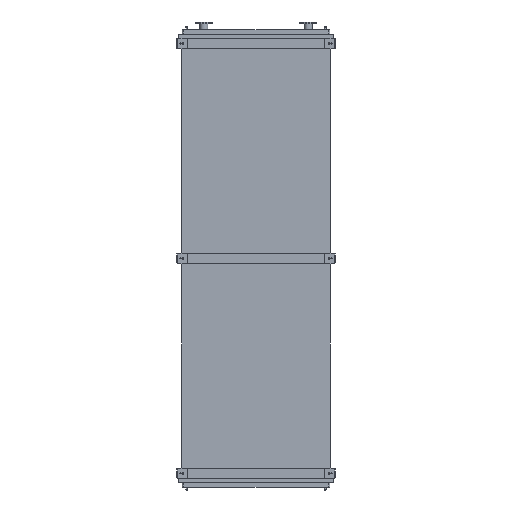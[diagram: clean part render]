
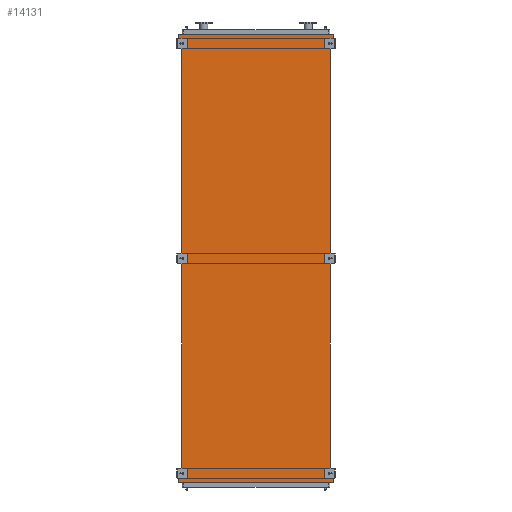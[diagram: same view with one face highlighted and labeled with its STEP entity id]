
A CAD part, front view. The second image highlights one B-rep face of the part: STEP entity #14131.
In plain terms, the highlighted planar face has unit normal (0, -1, 0).
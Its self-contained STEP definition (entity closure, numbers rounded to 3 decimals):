
#97 = EDGE_CURVE ( 'NONE', #21695, #22367, #4558, .T. ) ;
#323 = VERTEX_POINT ( 'NONE', #3176 ) ;
#1122 = LINE ( 'NONE', #32181, #7171 ) ;
#1722 = VECTOR ( 'NONE', #15260, 1000. ) ;
#1731 = EDGE_CURVE ( 'NONE', #4501, #323, #31824, .T. ) ;
#2019 = LINE ( 'NONE', #25221, #8891 ) ;
#2151 = DIRECTION ( 'NONE',  ( 0., 0., 1. ) ) ;
#2214 = DIRECTION ( 'NONE',  ( 0., 0., 1. ) ) ;
#2503 = CARTESIAN_POINT ( 'NONE',  ( 1011., 0., 95. ) ) ;
#2962 = ORIENTED_EDGE ( 'NONE', *, *, #25917, .F. ) ;
#3176 = CARTESIAN_POINT ( 'NONE',  ( -1011., 0., -5703. ) ) ;
#3653 = VECTOR ( 'NONE', #8382, 1000. ) ;
#3869 = CARTESIAN_POINT ( 'NONE',  ( -1011., 0., 53. ) ) ;
#4056 = DIRECTION ( 'NONE',  ( 1., 0., 0. ) ) ;
#4501 = VERTEX_POINT ( 'NONE', #23331 ) ;
#4558 = LINE ( 'NONE', #14930, #23716 ) ;
#4660 = EDGE_CURVE ( 'NONE', #21163, #8936, #4788, .T. ) ;
#4788 = LINE ( 'NONE', #11569, #23936 ) ;
#5511 = LINE ( 'NONE', #16625, #23838 ) ;
#5531 = CARTESIAN_POINT ( 'NONE',  ( -1011., 0., -5745. ) ) ;
#5729 = VERTEX_POINT ( 'NONE', #20495 ) ;
#5791 = ORIENTED_EDGE ( 'NONE', *, *, #28272, .F. ) ;
#6478 = CARTESIAN_POINT ( 'NONE',  ( 965., 0., -5650. ) ) ;
#6934 = CARTESIAN_POINT ( 'NONE',  ( 1011., 0., 95. ) ) ;
#7047 = CARTESIAN_POINT ( 'NONE',  ( 1011., 0., -5703. ) ) ;
#7171 = VECTOR ( 'NONE', #2214, 1000. ) ;
#7381 = ORIENTED_EDGE ( 'NONE', *, *, #19324, .F. ) ;
#7445 = LINE ( 'NONE', #10389, #32322 ) ;
#7766 = CARTESIAN_POINT ( 'NONE',  ( -965., 0., 0. ) ) ;
#7827 = DIRECTION ( 'NONE',  ( 0.655, 0., 0.755 ) ) ;
#8020 = EDGE_CURVE ( 'NONE', #9080, #21695, #16000, .T. ) ;
#8049 = VECTOR ( 'NONE', #26970, 1000. ) ;
#8079 = LINE ( 'NONE', #27238, #19764 ) ;
#8382 = DIRECTION ( 'NONE',  ( -0.655, 0., -0.755 ) ) ;
#8490 = DIRECTION ( 'NONE',  ( -0.655, 0., 0.755 ) ) ;
#8594 = LINE ( 'NONE', #2503, #1722 ) ;
#8891 = VECTOR ( 'NONE', #7827, 1000. ) ;
#8936 = VERTEX_POINT ( 'NONE', #27113 ) ;
#9011 = ORIENTED_EDGE ( 'NONE', *, *, #1731, .F. ) ;
#9080 = VERTEX_POINT ( 'NONE', #7766 ) ;
#9142 = CARTESIAN_POINT ( 'NONE',  ( -965., 0., -5650. ) ) ;
#10082 = VERTEX_POINT ( 'NONE', #25208 ) ;
#10389 = CARTESIAN_POINT ( 'NONE',  ( 1011., 0., -5745. ) ) ;
#11569 = CARTESIAN_POINT ( 'NONE',  ( 965., 0., -5650. ) ) ;
#11677 = DIRECTION ( 'NONE',  ( 0., 0., -1. ) ) ;
#11761 = ORIENTED_EDGE ( 'NONE', *, *, #15418, .F. ) ;
#12098 = VECTOR ( 'NONE', #20533, 1000. ) ;
#13327 = ORIENTED_EDGE ( 'NONE', *, *, #97, .F. ) ;
#14131 = ADVANCED_FACE ( 'NONE', ( #29617 ), #23977, .T. ) ;
#14930 = CARTESIAN_POINT ( 'NONE',  ( -1011., 0., 53. ) ) ;
#15230 = VECTOR ( 'NONE', #8490, 1000. ) ;
#15260 = DIRECTION ( 'NONE',  ( 0., 0., -1. ) ) ;
#15418 = EDGE_CURVE ( 'NONE', #16672, #16599, #8594, .T. ) ;
#16000 = LINE ( 'NONE', #20894, #15230 ) ;
#16390 = ORIENTED_EDGE ( 'NONE', *, *, #17632, .F. ) ;
#16599 = VERTEX_POINT ( 'NONE', #31518 ) ;
#16625 = CARTESIAN_POINT ( 'NONE',  ( -1011., 0., 95. ) ) ;
#16672 = VERTEX_POINT ( 'NONE', #6934 ) ;
#16779 = ORIENTED_EDGE ( 'NONE', *, *, #4660, .T. ) ;
#17057 = LINE ( 'NONE', #17998, #3653 ) ;
#17058 = EDGE_CURVE ( 'NONE', #16599, #8936, #17057, .T. ) ;
#17191 = EDGE_CURVE ( 'NONE', #21163, #10082, #8079, .T. ) ;
#17632 = EDGE_CURVE ( 'NONE', #10082, #25346, #22054, .T. ) ;
#17998 = CARTESIAN_POINT ( 'NONE',  ( 1011., 0., 53. ) ) ;
#19037 = DIRECTION ( 'NONE',  ( 0., 0., 1. ) ) ;
#19324 = EDGE_CURVE ( 'NONE', #5729, #9080, #1122, .T. ) ;
#19764 = VECTOR ( 'NONE', #29725, 1000. ) ;
#19893 = ORIENTED_EDGE ( 'NONE', *, *, #8020, .F. ) ;
#20495 = CARTESIAN_POINT ( 'NONE',  ( -965., 0., -5650. ) ) ;
#20533 = DIRECTION ( 'NONE',  ( 0., 0., 1. ) ) ;
#20894 = CARTESIAN_POINT ( 'NONE',  ( -965., 0., 0. ) ) ;
#21163 = VERTEX_POINT ( 'NONE', #6478 ) ;
#21695 = VERTEX_POINT ( 'NONE', #3869 ) ;
#22054 = LINE ( 'NONE', #7047, #8049 ) ;
#22367 = VERTEX_POINT ( 'NONE', #26042 ) ;
#22600 = CARTESIAN_POINT ( 'NONE',  ( 1011., 0., -5745. ) ) ;
#22797 = DIRECTION ( 'NONE',  ( -1., 0., 0. ) ) ;
#23331 = CARTESIAN_POINT ( 'NONE',  ( -1011., 0., -5745. ) ) ;
#23716 = VECTOR ( 'NONE', #2151, 1000. ) ;
#23838 = VECTOR ( 'NONE', #4056, 1000. ) ;
#23936 = VECTOR ( 'NONE', #19037, 1000. ) ;
#23977 = PLANE ( 'NONE',  #25562 ) ;
#25208 = CARTESIAN_POINT ( 'NONE',  ( 1011., 0., -5703. ) ) ;
#25221 = CARTESIAN_POINT ( 'NONE',  ( -1011., 0., -5703. ) ) ;
#25346 = VERTEX_POINT ( 'NONE', #22600 ) ;
#25562 = AXIS2_PLACEMENT_3D ( 'NONE', #9142, #26478, #11677 ) ;
#25917 = EDGE_CURVE ( 'NONE', #25346, #4501, #7445, .T. ) ;
#26042 = CARTESIAN_POINT ( 'NONE',  ( -1011., 0., 95. ) ) ;
#26478 = DIRECTION ( 'NONE',  ( 0., -1., 0. ) ) ;
#26970 = DIRECTION ( 'NONE',  ( 0., 0., -1. ) ) ;
#27113 = CARTESIAN_POINT ( 'NONE',  ( 965., 0., 0. ) ) ;
#27238 = CARTESIAN_POINT ( 'NONE',  ( 965., 0., -5650. ) ) ;
#28011 = ORIENTED_EDGE ( 'NONE', *, *, #31916, .F. ) ;
#28272 = EDGE_CURVE ( 'NONE', #22367, #16672, #5511, .T. ) ;
#29554 = ORIENTED_EDGE ( 'NONE', *, *, #17191, .F. ) ;
#29617 = FACE_OUTER_BOUND ( 'NONE', #30642, .T. ) ;
#29725 = DIRECTION ( 'NONE',  ( 0.655, 0., -0.755 ) ) ;
#29939 = ORIENTED_EDGE ( 'NONE', *, *, #17058, .F. ) ;
#30642 = EDGE_LOOP ( 'NONE', ( #16779, #29939, #11761, #5791, #13327, #19893, #7381, #28011, #9011, #2962, #16390, #29554 ) ) ;
#31518 = CARTESIAN_POINT ( 'NONE',  ( 1011., 0., 53. ) ) ;
#31824 = LINE ( 'NONE', #5531, #12098 ) ;
#31916 = EDGE_CURVE ( 'NONE', #323, #5729, #2019, .T. ) ;
#32181 = CARTESIAN_POINT ( 'NONE',  ( -965., 0., -5650. ) ) ;
#32322 = VECTOR ( 'NONE', #22797, 1000. ) ;
